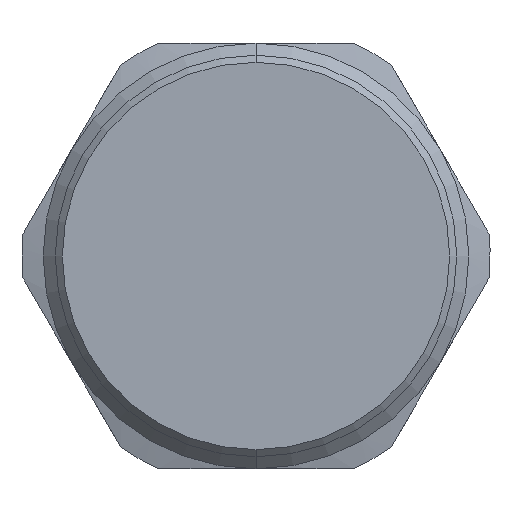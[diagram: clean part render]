
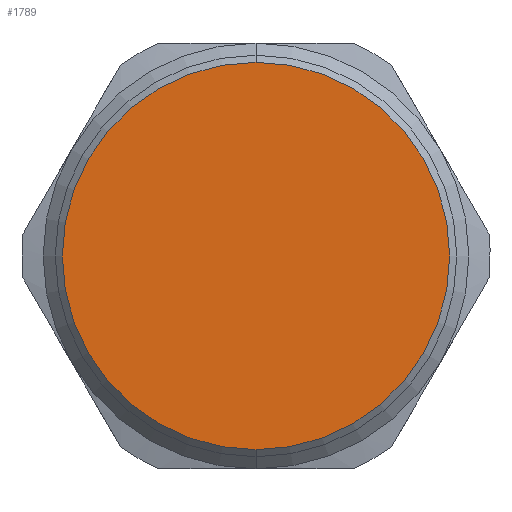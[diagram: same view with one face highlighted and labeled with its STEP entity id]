
A CAD part, front view. The second image highlights one B-rep face of the part: STEP entity #1789.
In plain terms, the highlighted planar face has unit normal (0, -1, 0).
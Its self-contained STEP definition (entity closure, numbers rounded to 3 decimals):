
#488 = DIRECTION ( 'NONE',  ( 0., 0., 1. ) ) ;
#489 = DIRECTION ( 'NONE',  ( 0., 1., 0. ) ) ;
#490 = CARTESIAN_POINT ( 'NONE',  ( 0., -20., 0. ) ) ;
#491 = AXIS2_PLACEMENT_3D ( 'NONE', #490, #489, #488 ) ;
#492 = PLANE ( 'NONE',  #491 ) ;
#493 = FACE_OUTER_BOUND ( 'NONE', #1784, .T. ) ;
#499 = DIRECTION ( 'NONE',  ( 0., 0., 1. ) ) ;
#500 = DIRECTION ( 'NONE',  ( 0., -1., 0. ) ) ;
#501 = CARTESIAN_POINT ( 'NONE',  ( 0., -20., 0. ) ) ;
#502 = AXIS2_PLACEMENT_3D ( 'NONE', #501, #500, #499 ) ;
#503 = CIRCLE ( 'NONE', #502, 13.65 ) ;
#839 = VERTEX_POINT ( 'NONE', #1136 ) ;
#840 = VERTEX_POINT ( 'NONE', #1135 ) ;
#843 = EDGE_CURVE ( 'NONE', #839, #840, #1124, .T. ) ;
#1120 = DIRECTION ( 'NONE',  ( 0., 0., 1. ) ) ;
#1121 = DIRECTION ( 'NONE',  ( 0., -1., 0. ) ) ;
#1122 = CARTESIAN_POINT ( 'NONE',  ( 0., -20., 0. ) ) ;
#1123 = AXIS2_PLACEMENT_3D ( 'NONE', #1122, #1121, #1120 ) ;
#1124 = CIRCLE ( 'NONE', #1123, 13.65 ) ;
#1135 = CARTESIAN_POINT ( 'NONE',  ( 0., -20., 13.65 ) ) ;
#1136 = CARTESIAN_POINT ( 'NONE',  ( 0., -20., -13.65 ) ) ;
#1775 = ORIENTED_EDGE ( 'NONE', *, *, #843, .T. ) ;
#1784 = EDGE_LOOP ( 'NONE', ( #1787, #1775 ) ) ;
#1785 = EDGE_CURVE ( 'NONE', #840, #839, #503, .T. ) ;
#1787 = ORIENTED_EDGE ( 'NONE', *, *, #1785, .T. ) ;
#1789 = ADVANCED_FACE ( 'NONE', ( #493 ), #492, .F. ) ;
